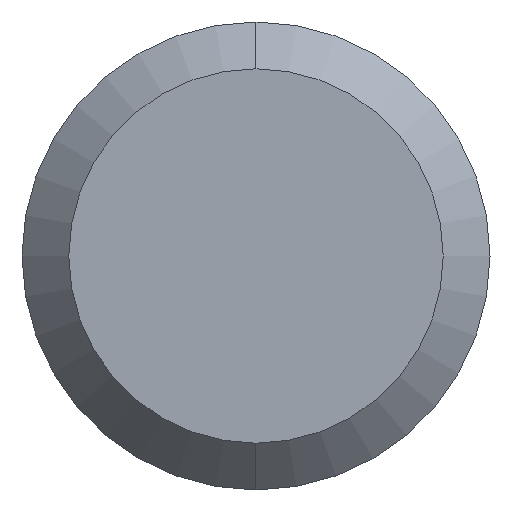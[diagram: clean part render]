
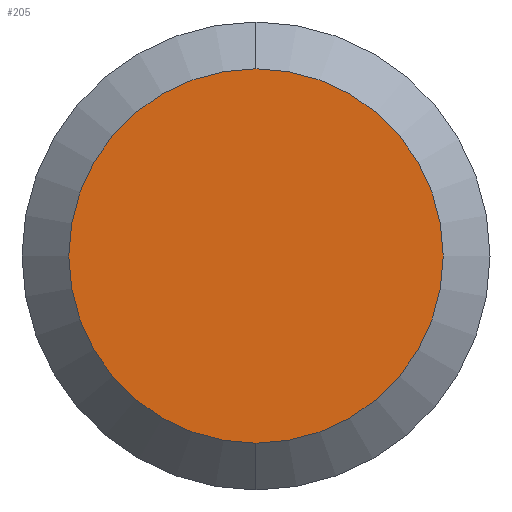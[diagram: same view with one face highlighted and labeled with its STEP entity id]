
A CAD part, left-side view. The second image highlights one B-rep face of the part: STEP entity #205.
In plain terms, the highlighted planar face has unit normal (-1, 0, 0).
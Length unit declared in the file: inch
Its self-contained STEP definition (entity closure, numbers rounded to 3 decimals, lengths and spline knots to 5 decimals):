
#17 = PLANE ( 'NONE',  #44 ) ;
#20 = CARTESIAN_POINT ( 'NONE',  ( -0.75, 0., 0.075 ) ) ;
#21 = EDGE_CURVE ( 'NONE', #111, #264, #243, .T. ) ;
#41 = CARTESIAN_POINT ( 'NONE',  ( -0.75, 0., -0.075 ) ) ;
#43 = ORIENTED_EDGE ( 'NONE', *, *, #270, .T. ) ;
#44 = AXIS2_PLACEMENT_3D ( 'NONE', #102, #170, #273 ) ;
#61 = AXIS2_PLACEMENT_3D ( 'NONE', #185, #203, #265 ) ;
#77 = EDGE_LOOP ( 'NONE', ( #43, #251 ) ) ;
#86 = AXIS2_PLACEMENT_3D ( 'NONE', #245, #142, #228 ) ;
#102 = CARTESIAN_POINT ( 'NONE',  ( -0.75, 0., 0. ) ) ;
#111 = VERTEX_POINT ( 'NONE', #20 ) ;
#142 = DIRECTION ( 'NONE',  ( -1., 0., 0. ) ) ;
#145 = FACE_OUTER_BOUND ( 'NONE', #77, .T. ) ;
#154 = CIRCLE ( 'NONE', #61, 0.075 ) ;
#170 = DIRECTION ( 'NONE',  ( 1., 0., 0. ) ) ;
#185 = CARTESIAN_POINT ( 'NONE',  ( -0.75, 0., 0. ) ) ;
#203 = DIRECTION ( 'NONE',  ( -1., 0., 0. ) ) ;
#205 = ADVANCED_FACE ( 'NONE', ( #145 ), #17, .F. ) ;
#228 = DIRECTION ( 'NONE',  ( 0., 0., -1. ) ) ;
#243 = CIRCLE ( 'NONE', #86, 0.075 ) ;
#245 = CARTESIAN_POINT ( 'NONE',  ( -0.75, 0., 0. ) ) ;
#251 = ORIENTED_EDGE ( 'NONE', *, *, #21, .T. ) ;
#264 = VERTEX_POINT ( 'NONE', #41 ) ;
#265 = DIRECTION ( 'NONE',  ( 0., 0., -1. ) ) ;
#270 = EDGE_CURVE ( 'NONE', #264, #111, #154, .T. ) ;
#273 = DIRECTION ( 'NONE',  ( 0., 0., -1. ) ) ;
